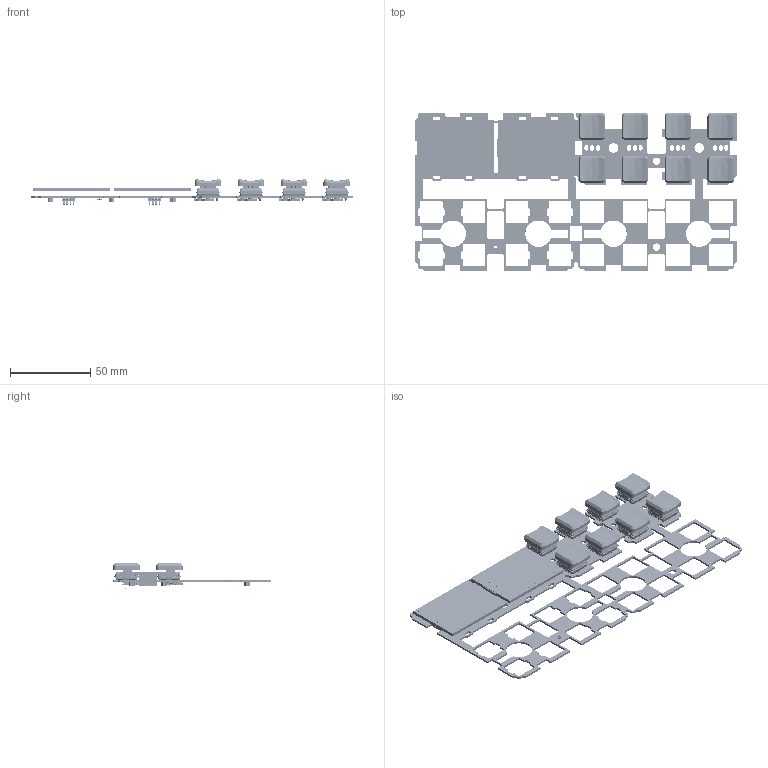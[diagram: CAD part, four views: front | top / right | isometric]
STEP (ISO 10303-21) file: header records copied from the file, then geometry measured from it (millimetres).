
FILE_DESCRIPTION(('KiCad electronic assembly'),'2;1');
FILE_NAME('PCBA-VSNX-LCDMOUNT-3D.step','2024-10-03T16:31:24',('Pcbnew'), ('Kicad'),'Open CASCADE STEP processor 7.6','KiCad to STEP converter', 'Unknown');
FILE_SCHEMA(('AUTOMOTIVE_DESIGN { 1 0 10303 214 1 1 1 1 }'));
Length unit declared in the file: millimetre
Products named in the file (20): PCBA-VSNX-LCDMOUNT-3D 1; PCBA-TEK1-DISPLAY; Open CASCADE STEP translator 7.6 1; KailhChocLowProfileSwitch2; Document009; KailhPG1350-socket; PG1350; PLASTIC-LOW-PROFILE-KEYCAP; Body; R_0402_1005Metric; battery_conn; battery_spring; SMD_NUT_M1.6x2.5; Pocket; C_0402_1005Metric; SOT-23; SOT_23; kibot_pvz6cbv2_PCB
Assembly tree (52 placements, depth 3):
  PCBA-VSNX-LCDMOUNT-3D 1
    PCBA-TEK1-DISPLAY  x2
      Open CASCADE STEP translator 7.6 1
    KailhChocLowProfileSwitch2  x8
      Document009
    KailhPG1350-socket  x8
      PG1350
    PLASTIC-LOW-PROFILE-KEYCAP  x8
      Body
    R_0402_1005Metric  x2
      R_0402_1005Metric
    battery_conn  x4
      battery_spring
    SMD_NUT_M1.6x2.5  x5
      Pocket
    C_0402_1005Metric  x4
      C_0402_1005Metric
    SOT-23
      SOT_23
    kibot_pvz6cbv2_PCB
Bounding box: 200 x 98.5 x 16.11 mm (x, y, z)
Volume: 32528.8 mm3; surface area: 57189.2 mm2
Topology: 107 solids, 107 shells, 9485 faces, 24840 edges, 15642 vertices
Faces by surface type: plane 5449, bspline 2339, cylinder 1417, torus 120, cone 96, revolution 48, extrusion 16
Full cylindrical faces by diameter (mm): 1 x30, 1.6 x5, 2 x16, 2.41 x5, 2.6 x5, 3 x16, 3.5 x8, 4.5 x2, 6 x2
Entity records: 69203 total; most frequent: CARTESIAN_POINT 18467, ORIENTED_EDGE 11252, DIRECTION 8713, EDGE_CURVE 5626, VERTEX_POINT 3617, VECTOR 3025, LINE 3023, AXIS2_PLACEMENT_3D 2841
